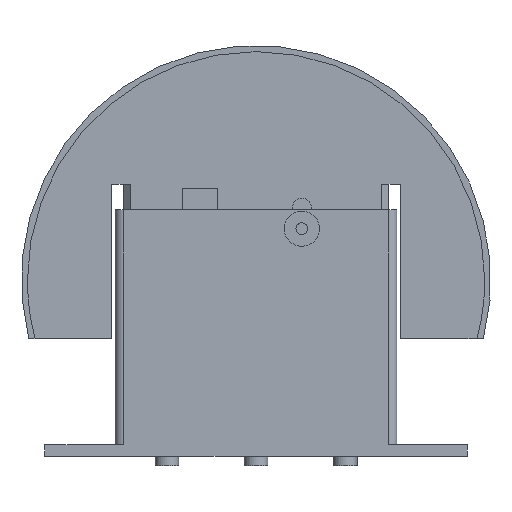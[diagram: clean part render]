
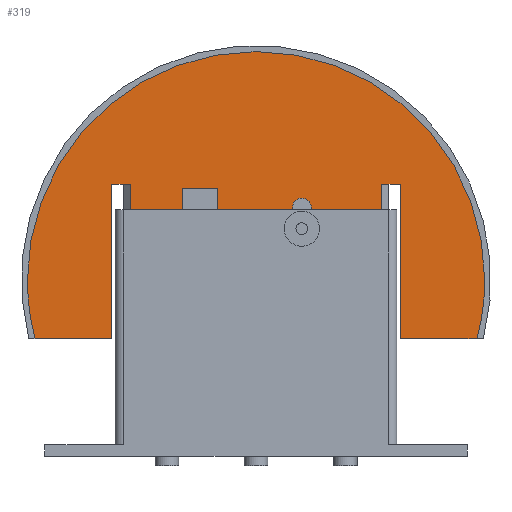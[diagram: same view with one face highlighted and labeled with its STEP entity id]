
A CAD part, front view. The second image highlights one B-rep face of the part: STEP entity #319.
In plain terms, the highlighted planar face has unit normal (0, -1, 0).
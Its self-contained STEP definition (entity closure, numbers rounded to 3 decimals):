
#319=ADVANCED_FACE('',(#680,#681,#682),#683,.F.);
#680=FACE_OUTER_BOUND('',#1083,.T.);
#681=FACE_BOUND('',#1084,.T.);
#682=FACE_BOUND('',#1085,.T.);
#683=PLANE('',#1086);
#1083=EDGE_LOOP('',(#1892,#1893,#1894,#1895,#1896,#1897,#1898,#1899,#1900,#1901,#1902,#1903));
#1084=EDGE_LOOP('',(#1904,#1905,#1906,#1907));
#1085=EDGE_LOOP('',(#1908,#1909,#1910,#1911));
#1086=AXIS2_PLACEMENT_3D('',#1912,#1913,#1914);
#1892=ORIENTED_EDGE('',*,*,#2566,.T.);
#1893=ORIENTED_EDGE('',*,*,#2564,.T.);
#1894=ORIENTED_EDGE('',*,*,#2567,.T.);
#1895=ORIENTED_EDGE('',*,*,#2568,.T.);
#1896=ORIENTED_EDGE('',*,*,#2569,.T.);
#1897=ORIENTED_EDGE('',*,*,#2570,.T.);
#1898=ORIENTED_EDGE('',*,*,#2571,.T.);
#1899=ORIENTED_EDGE('',*,*,#2471,.T.);
#1900=ORIENTED_EDGE('',*,*,#2572,.T.);
#1901=ORIENTED_EDGE('',*,*,#2478,.T.);
#1902=ORIENTED_EDGE('',*,*,#2573,.T.);
#1903=ORIENTED_EDGE('',*,*,#2574,.T.);
#1904=ORIENTED_EDGE('',*,*,#2513,.T.);
#1905=ORIENTED_EDGE('',*,*,#2575,.T.);
#1906=ORIENTED_EDGE('',*,*,#2518,.T.);
#1907=ORIENTED_EDGE('',*,*,#2576,.T.);
#1908=ORIENTED_EDGE('',*,*,#2577,.T.);
#1909=ORIENTED_EDGE('',*,*,#2578,.T.);
#1910=ORIENTED_EDGE('',*,*,#2579,.T.);
#1911=ORIENTED_EDGE('',*,*,#2580,.T.);
#1912=CARTESIAN_POINT('',(0.,-16.5,96.024));
#1913=DIRECTION('',(0.0,1.0,0.0));
#1914=DIRECTION('',(-1.0,0.0,0.0));
#2471=EDGE_CURVE('',#2978,#2975,#2979,.T.);
#2478=EDGE_CURVE('',#2985,#2989,#2991,.T.);
#2513=EDGE_CURVE('',#3048,#3052,#3054,.T.);
#2518=EDGE_CURVE('',#3057,#3061,#3063,.T.);
#2564=EDGE_CURVE('',#3132,#3136,#3138,.T.);
#2566=EDGE_CURVE('',#3140,#3132,#3141,.T.);
#2567=EDGE_CURVE('',#3136,#3142,#3143,.T.);
#2568=EDGE_CURVE('',#3142,#3144,#3145,.T.);
#2569=EDGE_CURVE('',#3144,#3146,#3147,.T.);
#2570=EDGE_CURVE('',#3146,#3148,#3149,.T.);
#2571=EDGE_CURVE('',#3148,#2978,#3150,.T.);
#2572=EDGE_CURVE('',#2975,#2985,#3151,.T.);
#2573=EDGE_CURVE('',#2989,#3152,#3153,.T.);
#2574=EDGE_CURVE('',#3152,#3140,#3154,.T.);
#2575=EDGE_CURVE('',#3052,#3057,#3155,.T.);
#2576=EDGE_CURVE('',#3061,#3048,#3156,.T.);
#2577=EDGE_CURVE('',#3157,#3158,#3159,.T.);
#2578=EDGE_CURVE('',#3158,#3160,#3161,.T.);
#2579=EDGE_CURVE('',#3160,#3162,#3163,.T.);
#2580=EDGE_CURVE('',#3162,#3157,#3164,.T.);
#2975=VERTEX_POINT('',#3671);
#2978=VERTEX_POINT('',#3675);
#2979=CIRCLE('',#3676,97.4);
#2985=VERTEX_POINT('',#3683);
#2989=VERTEX_POINT('',#3688);
#2991=CIRCLE('',#3691,97.4);
#3048=VERTEX_POINT('',#3760);
#3052=VERTEX_POINT('',#3765);
#3054=CIRCLE('',#3768,4.0);
#3057=VERTEX_POINT('',#3771);
#3061=VERTEX_POINT('',#3776);
#3063=CIRCLE('',#3779,4.0);
#3132=VERTEX_POINT('',#3870);
#3136=VERTEX_POINT('',#3876);
#3138=LINE('',#3879,#3880);
#3140=VERTEX_POINT('',#3882);
#3141=LINE('',#3883,#3884);
#3142=VERTEX_POINT('',#3885);
#3143=LINE('',#3886,#3887);
#3144=VERTEX_POINT('',#3888);
#3145=LINE('',#3889,#3890);
#3146=VERTEX_POINT('',#3891);
#3147=LINE('',#3892,#3893);
#3148=VERTEX_POINT('',#3894);
#3149=LINE('',#3895,#3896);
#3150=LINE('',#3897,#3898);
#3151=CIRCLE('',#3899,97.4);
#3152=VERTEX_POINT('',#3900);
#3153=LINE('',#3901,#3902);
#3154=LINE('',#3903,#3904);
#3155=LINE('',#3905,#3906);
#3156=LINE('',#3907,#3908);
#3157=VERTEX_POINT('',#3909);
#3158=VERTEX_POINT('',#3910);
#3159=LINE('',#3911,#3912);
#3160=VERTEX_POINT('',#3913);
#3161=LINE('',#3914,#3915);
#3162=VERTEX_POINT('',#3916);
#3163=LINE('',#3917,#3918);
#3164=LINE('',#3919,#3920);
#3671=CARTESIAN_POINT('',(97.4,-16.5,75.0));
#3675=CARTESIAN_POINT('',(94.137,-16.5,50.0));
#3676=AXIS2_PLACEMENT_3D('',#4311,#4312,#4313);
#3683=CARTESIAN_POINT('',(-97.4,-16.5,75.0));
#3688=CARTESIAN_POINT('',(-94.137,-16.5,50.0));
#3691=AXIS2_PLACEMENT_3D('',#4323,#4324,#4325);
#3760=CARTESIAN_POINT('',(15.5,-16.5,106.));
#3765=CARTESIAN_POINT('',(23.5,-16.5,106.));
#3768=AXIS2_PLACEMENT_3D('',#4379,#4380,#4381);
#3771=CARTESIAN_POINT('',(23.5,-16.5,48.));
#3776=CARTESIAN_POINT('',(15.5,-16.5,48.));
#3779=AXIS2_PLACEMENT_3D('',#4387,#4388,#4389);
#3870=CARTESIAN_POINT('',(-53.5,-16.5,116.0));
#3876=CARTESIAN_POINT('',(-53.5,-16.5,15.0));
#3879=CARTESIAN_POINT('',(-53.5,-16.5,55.512));
#3880=VECTOR('',#4442,1.0);
#3882=CARTESIAN_POINT('',(-61.5,-16.5,116.0));
#3883=CARTESIAN_POINT('',(0.,-16.5,116.0));
#3884=VECTOR('',#4443,1.0);
#3885=CARTESIAN_POINT('',(53.5,-16.5,15.0));
#3886=CARTESIAN_POINT('',(0.0,-16.5,15.0));
#3887=VECTOR('',#4444,1.0);
#3888=CARTESIAN_POINT('',(53.5,-16.5,116.0));
#3889=CARTESIAN_POINT('',(53.5,-16.5,55.512));
#3890=VECTOR('',#4445,1.0);
#3891=CARTESIAN_POINT('',(61.5,-16.5,116.0));
#3892=CARTESIAN_POINT('',(0.,-16.5,116.0));
#3893=VECTOR('',#4446,1.0);
#3894=CARTESIAN_POINT('',(61.5,-16.5,50.0));
#3895=CARTESIAN_POINT('',(61.5,-16.5,80.762));
#3896=VECTOR('',#4447,1.0);
#3897=CARTESIAN_POINT('',(0.0,-16.5,50.0));
#3898=VECTOR('',#4448,1.0);
#3899=AXIS2_PLACEMENT_3D('',#4449,#4450,#4451);
#3900=CARTESIAN_POINT('',(-61.5,-16.5,50.0));
#3901=CARTESIAN_POINT('',(0.0,-16.5,50.0));
#3902=VECTOR('',#4452,1.0);
#3903=CARTESIAN_POINT('',(-61.5,-16.5,80.762));
#3904=VECTOR('',#4453,1.0);
#3905=CARTESIAN_POINT('',(23.5,-16.5,86.512));
#3906=VECTOR('',#4454,1.0);
#3907=CARTESIAN_POINT('',(15.5,-16.5,93.762));
#3908=VECTOR('',#4455,1.0);
#3909=CARTESIAN_POINT('',(-16.5,-16.5,52.));
#3910=CARTESIAN_POINT('',(-31.501,-16.5,52.));
#3911=CARTESIAN_POINT('',(-12.,-16.5,52.));
#3912=VECTOR('',#4456,1.0);
#3913=CARTESIAN_POINT('',(-31.501,-16.5,114.001));
#3914=CARTESIAN_POINT('',(-31.501,-16.5,89.512));
#3915=VECTOR('',#4457,1.0);
#3916=CARTESIAN_POINT('',(-16.5,-16.5,114.001));
#3917=CARTESIAN_POINT('',(-12.,-16.5,114.001));
#3918=VECTOR('',#4458,1.0);
#3919=CARTESIAN_POINT('',(-16.5,-16.5,89.512));
#3920=VECTOR('',#4459,1.0);
#4311=CARTESIAN_POINT('',(0.0,-16.5,75.0));
#4312=DIRECTION('',(-0.0,-1.0,-0.0));
#4313=DIRECTION('',(-1.0,0.0,0.0));
#4323=CARTESIAN_POINT('',(0.0,-16.5,75.0));
#4324=DIRECTION('',(-0.0,-1.0,-0.0));
#4325=DIRECTION('',(-1.0,0.0,0.0));
#4379=CARTESIAN_POINT('',(19.5,-16.5,106.));
#4380=DIRECTION('',(0.0,1.0,0.0));
#4381=DIRECTION('',(1.,0.0,0.));
#4387=CARTESIAN_POINT('',(19.5,-16.5,48.));
#4388=DIRECTION('',(0.0,1.0,0.0));
#4389=DIRECTION('',(-1.,-0.0,0.));
#4442=DIRECTION('',(0.0,0.0,-1.0));
#4443=DIRECTION('',(1.0,-0.0,0.0));
#4444=DIRECTION('',(1.0,0.0,0.0));
#4445=DIRECTION('',(0.0,-0.0,1.0));
#4446=DIRECTION('',(1.0,-0.0,0.0));
#4447=DIRECTION('',(0.0,0.0,-1.0));
#4448=DIRECTION('',(1.0,0.0,0.0));
#4449=CARTESIAN_POINT('',(0.0,-16.5,75.0));
#4450=DIRECTION('',(-0.0,-1.0,-0.0));
#4451=DIRECTION('',(-1.0,0.0,0.0));
#4452=DIRECTION('',(1.0,0.0,0.0));
#4453=DIRECTION('',(0.0,0.0,1.0));
#4454=DIRECTION('',(0.0,0.0,-1.0));
#4455=DIRECTION('',(0.0,-0.0,1.0));
#4456=DIRECTION('',(-1.0,0.0,0.0));
#4457=DIRECTION('',(0.0,0.0,1.0));
#4458=DIRECTION('',(1.0,0.0,0.0));
#4459=DIRECTION('',(0.0,0.0,-1.0));
